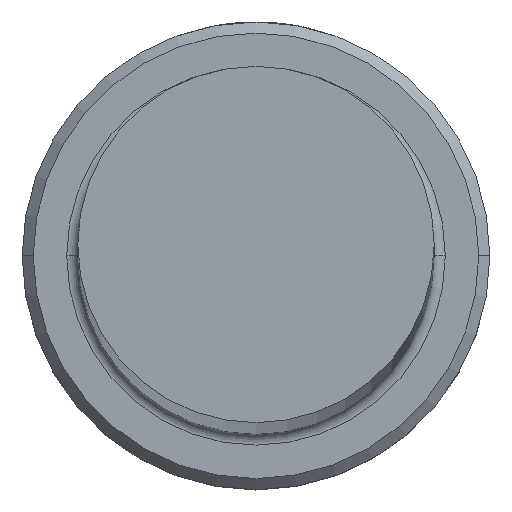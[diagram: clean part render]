
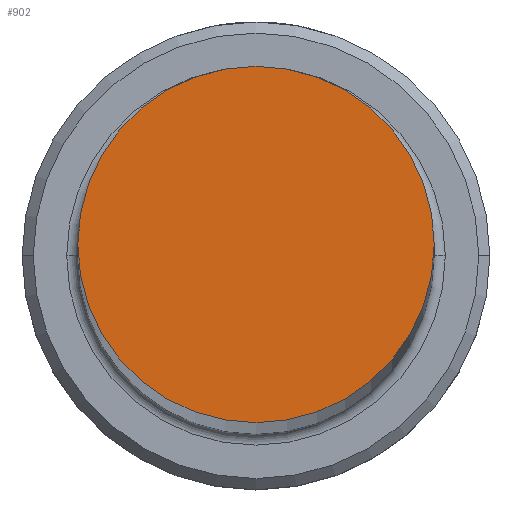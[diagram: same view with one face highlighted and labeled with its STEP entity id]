
A CAD part, top view. The second image highlights one B-rep face of the part: STEP entity #902.
In plain terms, the highlighted planar face has unit normal (0, 0, 1).
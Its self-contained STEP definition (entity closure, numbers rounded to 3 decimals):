
#18 = ORIENTED_EDGE ( 'NONE', *, *, #644, .T. ) ;
#58 = DIRECTION ( 'NONE',  ( 1., 0., 0. ) ) ;
#228 = VERTEX_POINT ( 'NONE', #1014 ) ;
#248 = DIRECTION ( 'NONE',  ( 0., 0., 1. ) ) ;
#286 = AXIS2_PLACEMENT_3D ( 'NONE', #788, #248, #885 ) ;
#382 = AXIS2_PLACEMENT_3D ( 'NONE', #1169, #628, #58 ) ;
#388 = CARTESIAN_POINT ( 'NONE',  ( 8., 0., 300. ) ) ;
#437 = FACE_OUTER_BOUND ( 'NONE', #1117, .T. ) ;
#445 = VERTEX_POINT ( 'NONE', #388 ) ;
#489 = ORIENTED_EDGE ( 'NONE', *, *, #737, .T. ) ;
#548 = DIRECTION ( 'NONE',  ( 1., 0., 0. ) ) ;
#628 = DIRECTION ( 'NONE',  ( 0., 0., 1. ) ) ;
#644 = EDGE_CURVE ( 'NONE', #228, #445, #857, .T. ) ;
#737 = EDGE_CURVE ( 'NONE', #445, #228, #1118, .T. ) ;
#788 = CARTESIAN_POINT ( 'NONE',  ( 0., 0., 300. ) ) ;
#812 = CARTESIAN_POINT ( 'NONE',  ( 0., 0., 300. ) ) ;
#857 = CIRCLE ( 'NONE', #382, 8. ) ;
#885 = DIRECTION ( 'NONE',  ( 1., 0., 0. ) ) ;
#902 = ADVANCED_FACE ( 'NONE', ( #437 ), #1008, .T. ) ;
#1008 = PLANE ( 'NONE',  #1151 ) ;
#1014 = CARTESIAN_POINT ( 'NONE',  ( -8., 0., 300. ) ) ;
#1105 = DIRECTION ( 'NONE',  ( 0., 0., 1. ) ) ;
#1117 = EDGE_LOOP ( 'NONE', ( #18, #489 ) ) ;
#1118 = CIRCLE ( 'NONE', #286, 8. ) ;
#1151 = AXIS2_PLACEMENT_3D ( 'NONE', #812, #1105, #548 ) ;
#1169 = CARTESIAN_POINT ( 'NONE',  ( 0., 0., 300. ) ) ;
